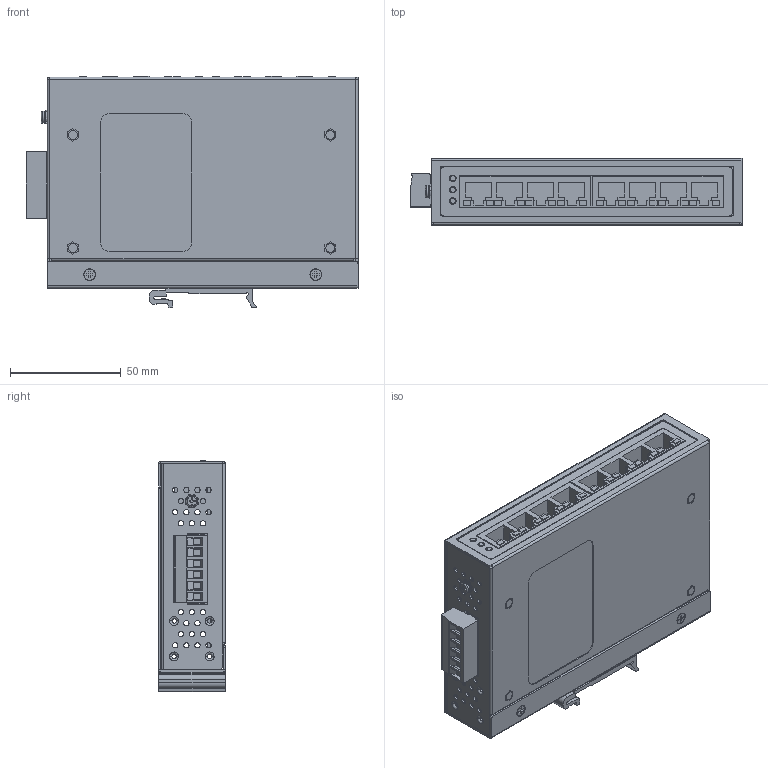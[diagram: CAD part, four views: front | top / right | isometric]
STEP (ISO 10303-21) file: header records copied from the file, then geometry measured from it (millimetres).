
FILE_DESCRIPTION (( 'STEP AP214' ), '1' );
FILE_NAME ('SEP1-SW8U.STEP', '2025-10-08T12:08:10', ( '' ), ( '' ), 'SwSTEP 2.0', 'SolidWorks 2024', '' );
FILE_SCHEMA (( 'AUTOMOTIVE_DESIGN' ));
Length unit declared in the file: inch
Products named in the file (1): SEP1-SW8U
Bounding box: 149.64 x 30.1 x 104.3 mm (x, y, z)
Volume: 96004.5 mm3; surface area: 132155.8 mm2
Topology: 20 solids, 20 shells, 2076 faces, 5236 edges, 3258 vertices
Faces by surface type: plane 1120, cylinder 693, cone 115, torus 102, sphere 42, bspline 4
Entity records: 65576 total; most frequent: CARTESIAN_POINT 14558, DIRECTION 10781, ORIENTED_EDGE 10324, EDGE_CURVE 5162, AXIS2_PLACEMENT_3D 3768, VERTEX_POINT 3258, VECTOR 3245, LINE 3245
